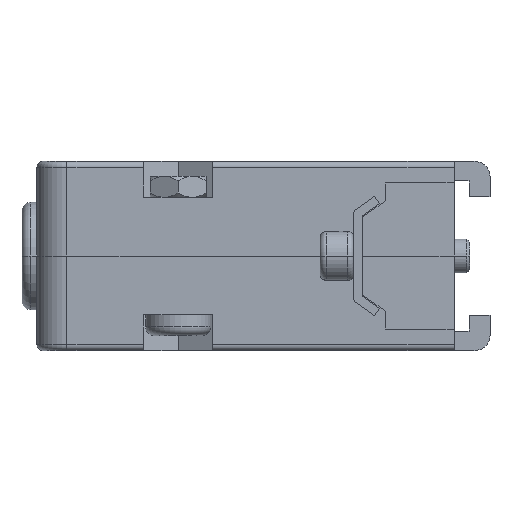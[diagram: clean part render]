
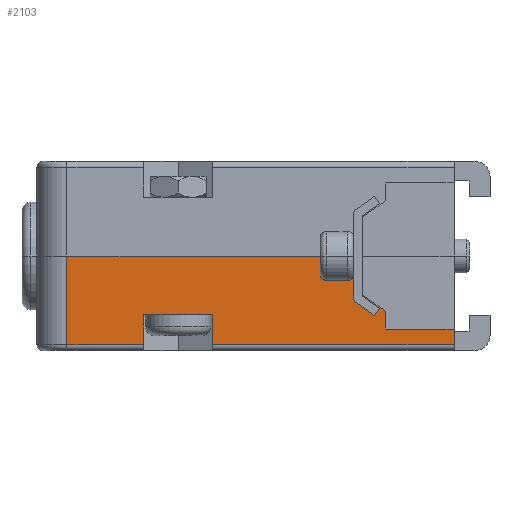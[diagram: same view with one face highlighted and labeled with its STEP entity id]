
A CAD part, left-side view. The second image highlights one B-rep face of the part: STEP entity #2103.
In plain terms, the highlighted planar face has unit normal (-1, 0, 0).
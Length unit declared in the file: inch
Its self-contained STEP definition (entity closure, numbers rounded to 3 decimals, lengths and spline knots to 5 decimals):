
#46 = VERTEX_POINT ( 'NONE', #2763 ) ;
#75 = DIRECTION ( 'NONE',  ( 0., 1., 0. ) ) ;
#98 = LINE ( 'NONE', #2577, #629 ) ;
#116 = VERTEX_POINT ( 'NONE', #3621 ) ;
#319 = EDGE_LOOP ( 'NONE', ( #6205, #1505, #6453, #453, #849, #5940, #2000, #5905, #6345, #1023, #2111, #3342 ) ) ;
#328 = VECTOR ( 'NONE', #414, 39.37008 ) ;
#377 = CARTESIAN_POINT ( 'NONE',  ( -0.4075, -0.391, 0. ) ) ;
#414 = DIRECTION ( 'NONE',  ( 0., 0., -1. ) ) ;
#453 = ORIENTED_EDGE ( 'NONE', *, *, #2455, .T. ) ;
#538 = CARTESIAN_POINT ( 'NONE',  ( -0.4075, 0.11, -0.196 ) ) ;
#629 = VECTOR ( 'NONE', #4439, 39.37008 ) ;
#638 = CARTESIAN_POINT ( 'NONE',  ( -0.4075, -0.391, 0. ) ) ;
#711 = VERTEX_POINT ( 'NONE', #7975 ) ;
#752 = DIRECTION ( 'NONE',  ( 0., 0., -1. ) ) ;
#818 = VECTOR ( 'NONE', #75, 39.37008 ) ;
#821 = DIRECTION ( 'NONE',  ( 0., -1., 0. ) ) ;
#849 = ORIENTED_EDGE ( 'NONE', *, *, #3719, .T. ) ;
#966 = CARTESIAN_POINT ( 'NONE',  ( -0.4075, 0.597, -0.296 ) ) ;
#1004 = EDGE_CURVE ( 'NONE', #1160, #46, #5031, .T. ) ;
#1023 = ORIENTED_EDGE ( 'NONE', *, *, #5086, .F. ) ;
#1130 = LINE ( 'NONE', #966, #6879 ) ;
#1160 = VERTEX_POINT ( 'NONE', #538 ) ;
#1460 = EDGE_CURVE ( 'NONE', #6350, #3473, #98, .T. ) ;
#1505 = ORIENTED_EDGE ( 'NONE', *, *, #5246, .F. ) ;
#1570 = EDGE_CURVE ( 'NONE', #5353, #3586, #4763, .T. ) ;
#1634 = CARTESIAN_POINT ( 'NONE',  ( -0.4075, -0.467, -0.244 ) ) ;
#1679 = VECTOR ( 'NONE', #7826, 39.37008 ) ;
#1748 = DIRECTION ( 'NONE',  ( 0., 0.815, 0.579 ) ) ;
#1856 = VECTOR ( 'NONE', #4610, 39.37008 ) ;
#2000 = ORIENTED_EDGE ( 'NONE', *, *, #1460, .T. ) ;
#2093 = LINE ( 'NONE', #7702, #4412 ) ;
#2103 = ADVANCED_FACE ( 'Face3', ( #7921 ), #5403, .T. ) ;
#2111 = ORIENTED_EDGE ( 'NONE', *, *, #2404, .F. ) ;
#2404 = EDGE_CURVE ( 'NONE', #5353, #116, #2093, .T. ) ;
#2412 = CARTESIAN_POINT ( 'NONE',  ( -0.4075, 0.34, -0.196 ) ) ;
#2421 = EDGE_CURVE ( 'NONE', #2748, #6350, #5310, .T. ) ;
#2455 = EDGE_CURVE ( 'Edge1', #46, #711, #1130, .T. ) ;
#2577 = CARTESIAN_POINT ( 'NONE',  ( -0.4075, -0.467, -0.184 ) ) ;
#2612 = LINE ( 'NONE', #5775, #3138 ) ;
#2720 = CARTESIAN_POINT ( 'NONE',  ( -0.4075, -0.697, -0.244 ) ) ;
#2748 = VERTEX_POINT ( 'NONE', #2720 ) ;
#2763 = CARTESIAN_POINT ( 'NONE',  ( -0.4075, 0.11, -0.296 ) ) ;
#2875 = VERTEX_POINT ( 'NONE', #638 ) ;
#3138 = VECTOR ( 'NONE', #7489, 39.37008 ) ;
#3170 = CARTESIAN_POINT ( 'NONE',  ( -0.4075, 0.34, -0.196 ) ) ;
#3305 = LINE ( 'NONE', #3912, #1856 ) ;
#3342 = ORIENTED_EDGE ( 'NONE', *, *, #1570, .T. ) ;
#3355 = CARTESIAN_POINT ( 'NONE',  ( -0.4075, -0.467, -0.184 ) ) ;
#3473 = VERTEX_POINT ( 'NONE', #3355 ) ;
#3586 = VERTEX_POINT ( 'NONE', #5543 ) ;
#3621 = CARTESIAN_POINT ( 'NONE',  ( -0.4075, 0.597, 0. ) ) ;
#3719 = EDGE_CURVE ( 'NONE', #711, #2748, #2612, .T. ) ;
#3772 = VERTEX_POINT ( 'NONE', #7641 ) ;
#3869 = VECTOR ( 'NONE', #752, 39.37008 ) ;
#3912 = CARTESIAN_POINT ( 'NONE',  ( -0.4075, 0.597, 0. ) ) ;
#4412 = VECTOR ( 'NONE', #5836, 39.37008 ) ;
#4439 = DIRECTION ( 'NONE',  ( 0., 0., 1. ) ) ;
#4526 = VERTEX_POINT ( 'NONE', #7458 ) ;
#4573 = DIRECTION ( 'NONE',  ( 0., 0., 1. ) ) ;
#4610 = DIRECTION ( 'NONE',  ( 0., -1., 0. ) ) ;
#4646 = EDGE_CURVE ( 'Edge2', #3772, #2875, #5262, .T. ) ;
#4763 = LINE ( 'NONE', #7684, #5691 ) ;
#4858 = CARTESIAN_POINT ( 'NONE',  ( -0.4075, -0.391, -0.13 ) ) ;
#5031 = LINE ( 'NONE', #6316, #3869 ) ;
#5086 = EDGE_CURVE ( 'NONE', #116, #2875, #3305, .T. ) ;
#5246 = EDGE_CURVE ( 'NONE', #1160, #4526, #6933, .T. ) ;
#5262 = LINE ( 'NONE', #377, #6262 ) ;
#5310 = LINE ( 'NONE', #6605, #1679 ) ;
#5320 = CARTESIAN_POINT ( 'NONE',  ( -0.4075, 0.597, -0.316 ) ) ;
#5353 = VERTEX_POINT ( 'NONE', #7989 ) ;
#5403 = PLANE ( 'NONE',  #5704 ) ;
#5543 = CARTESIAN_POINT ( 'NONE',  ( -0.4075, 0.34, -0.296 ) ) ;
#5691 = VECTOR ( 'NONE', #821, 39.37008 ) ;
#5704 = AXIS2_PLACEMENT_3D ( 'NONE', #5320, #7792, #7963 ) ;
#5775 = CARTESIAN_POINT ( 'NONE',  ( -0.4075, -0.697, -0.316 ) ) ;
#5836 = DIRECTION ( 'NONE',  ( 0., 0., 1. ) ) ;
#5905 = ORIENTED_EDGE ( 'NONE', *, *, #6723, .T. ) ;
#5940 = ORIENTED_EDGE ( 'NONE', *, *, #2421, .T. ) ;
#6013 = VECTOR ( 'NONE', #1748, 39.37008 ) ;
#6205 = ORIENTED_EDGE ( 'NONE', *, *, #7804, .F. ) ;
#6262 = VECTOR ( 'NONE', #4573, 39.37008 ) ;
#6316 = CARTESIAN_POINT ( 'NONE',  ( -0.4075, 0.11, -0.196 ) ) ;
#6345 = ORIENTED_EDGE ( 'NONE', *, *, #4646, .T. ) ;
#6350 = VERTEX_POINT ( 'NONE', #1634 ) ;
#6453 = ORIENTED_EDGE ( 'NONE', *, *, #1004, .T. ) ;
#6605 = CARTESIAN_POINT ( 'NONE',  ( -0.4075, -0.467, -0.244 ) ) ;
#6723 = EDGE_CURVE ( 'NONE', #3473, #3772, #7278, .T. ) ;
#6879 = VECTOR ( 'NONE', #7297, 39.37008 ) ;
#6933 = LINE ( 'NONE', #3170, #818 ) ;
#7278 = LINE ( 'NONE', #4858, #6013 ) ;
#7297 = DIRECTION ( 'NONE',  ( 0., -1., 0. ) ) ;
#7458 = CARTESIAN_POINT ( 'NONE',  ( -0.4075, 0.34, -0.196 ) ) ;
#7489 = DIRECTION ( 'NONE',  ( 0., 0., 1. ) ) ;
#7641 = CARTESIAN_POINT ( 'NONE',  ( -0.4075, -0.391, -0.13 ) ) ;
#7684 = CARTESIAN_POINT ( 'NONE',  ( -0.4075, 0.597, -0.296 ) ) ;
#7702 = CARTESIAN_POINT ( 'NONE',  ( -0.4075, 0.597, -0.316 ) ) ;
#7792 = DIRECTION ( 'NONE',  ( -1., 0., 0. ) ) ;
#7804 = EDGE_CURVE ( 'NONE', #4526, #3586, #7982, .T. ) ;
#7826 = DIRECTION ( 'NONE',  ( 0., 1., 0. ) ) ;
#7921 = FACE_OUTER_BOUND ( 'NONE', #319, .T. ) ;
#7963 = DIRECTION ( 'NONE',  ( 0., 0., 1. ) ) ;
#7975 = CARTESIAN_POINT ( 'NONE',  ( -0.4075, -0.697, -0.296 ) ) ;
#7982 = LINE ( 'NONE', #2412, #328 ) ;
#7989 = CARTESIAN_POINT ( 'NONE',  ( -0.4075, 0.597, -0.296 ) ) ;
